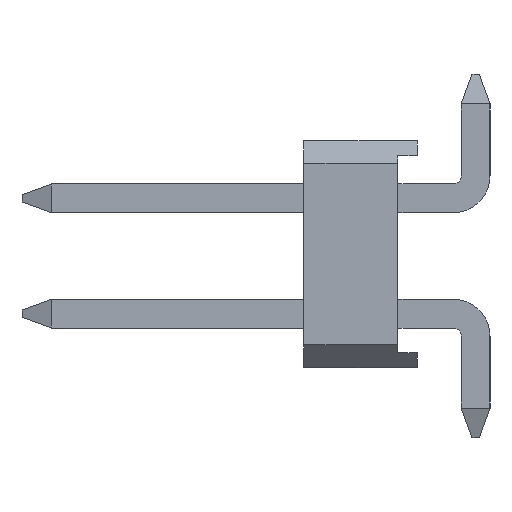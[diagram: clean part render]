
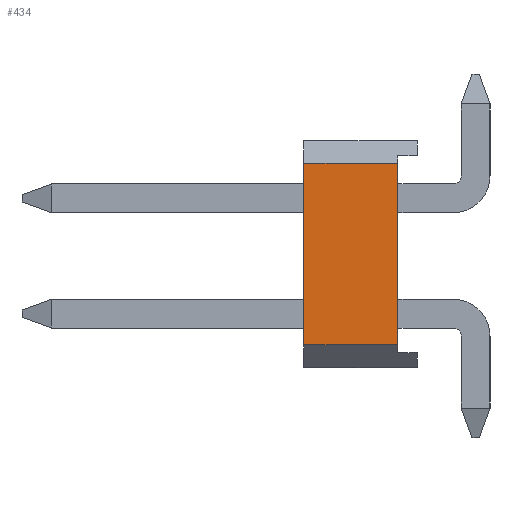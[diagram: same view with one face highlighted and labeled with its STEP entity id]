
A CAD part, left-side view. The second image highlights one B-rep face of the part: STEP entity #434.
In plain terms, the highlighted face is planar.
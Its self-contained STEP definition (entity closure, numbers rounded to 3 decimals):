
#151 = LINE ( 'NONE', #1208, #405 ) ;
#177 = CARTESIAN_POINT ( 'NONE',  ( -0.77, 2.5, -2.54 ) ) ;
#206 = VERTEX_POINT ( 'NONE', #1492 ) ;
#267 = CARTESIAN_POINT ( 'NONE',  ( 3.23, 2.5, -2.54 ) ) ;
#283 = ORIENTED_EDGE ( 'NONE', *, *, #1579, .F. ) ;
#324 = CARTESIAN_POINT ( 'NONE',  ( 3.23, 2.5, -2.54 ) ) ;
#405 = VECTOR ( 'NONE', #1466, 1000. ) ;
#434 = ADVANCED_FACE ( 'NONE', ( #1771 ), #1031, .F. ) ;
#451 = EDGE_CURVE ( 'NONE', #1668, #669, #855, .T. ) ;
#452 = DIRECTION ( 'NONE',  ( 1., 0., 0. ) ) ;
#585 = CARTESIAN_POINT ( 'NONE',  ( 3.73, 2.5, -2.54 ) ) ;
#590 = EDGE_CURVE ( 'NONE', #206, #1668, #772, .T. ) ;
#612 = LINE ( 'NONE', #1060, #1619 ) ;
#635 = CARTESIAN_POINT ( 'NONE',  ( 3.73, 0.43, -2.54 ) ) ;
#669 = VERTEX_POINT ( 'NONE', #267 ) ;
#748 = VECTOR ( 'NONE', #1075, 1000. ) ;
#772 = LINE ( 'NONE', #635, #748 ) ;
#855 = LINE ( 'NONE', #324, #1129 ) ;
#910 = VERTEX_POINT ( 'NONE', #177 ) ;
#1030 = DIRECTION ( 'NONE',  ( -1., 0., 0. ) ) ;
#1031 = PLANE ( 'NONE',  #1294 ) ;
#1060 = CARTESIAN_POINT ( 'NONE',  ( 0., 2.5, -2.54 ) ) ;
#1075 = DIRECTION ( 'NONE',  ( 1., 0., 0. ) ) ;
#1129 = VECTOR ( 'NONE', #1496, 1000. ) ;
#1208 = CARTESIAN_POINT ( 'NONE',  ( -0.77, 2.5, -2.54 ) ) ;
#1229 = EDGE_CURVE ( 'NONE', #669, #910, #612, .T. ) ;
#1255 = ORIENTED_EDGE ( 'NONE', *, *, #590, .F. ) ;
#1294 = AXIS2_PLACEMENT_3D ( 'NONE', #585, #1487, #452 ) ;
#1466 = DIRECTION ( 'NONE',  ( 0., -1., 0. ) ) ;
#1487 = DIRECTION ( 'NONE',  ( 0., 0., 1. ) ) ;
#1492 = CARTESIAN_POINT ( 'NONE',  ( -0.77, 0.43, -2.54 ) ) ;
#1496 = DIRECTION ( 'NONE',  ( 0., 1., 0. ) ) ;
#1546 = ORIENTED_EDGE ( 'NONE', *, *, #1229, .F. ) ;
#1579 = EDGE_CURVE ( 'NONE', #910, #206, #151, .T. ) ;
#1619 = VECTOR ( 'NONE', #1030, 1000. ) ;
#1660 = ORIENTED_EDGE ( 'NONE', *, *, #451, .F. ) ;
#1668 = VERTEX_POINT ( 'NONE', #1680 ) ;
#1680 = CARTESIAN_POINT ( 'NONE',  ( 3.23, 0.43, -2.54 ) ) ;
#1771 = FACE_OUTER_BOUND ( 'NONE', #1818, .T. ) ;
#1818 = EDGE_LOOP ( 'NONE', ( #1255, #283, #1546, #1660 ) ) ;
